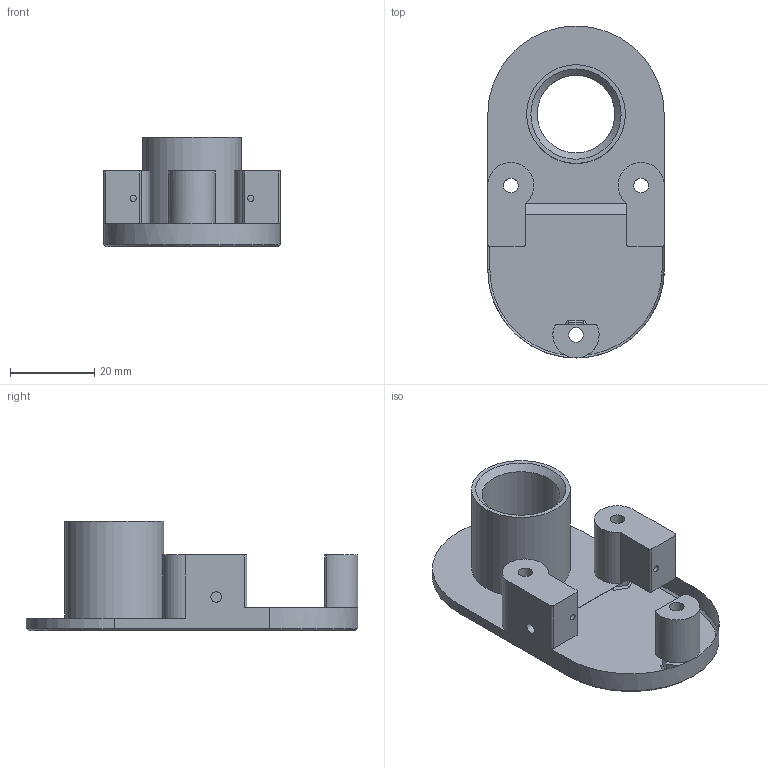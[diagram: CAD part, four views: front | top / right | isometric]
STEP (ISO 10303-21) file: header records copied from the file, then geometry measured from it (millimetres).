
FILE_DESCRIPTION(/* description */ (''),/* implementation_level */ '2;1');
FILE_NAME(/* name */ 'RFVplotter-FrontPlate.step',/* time_stamp */ '2022-10-01T13:55:00+02:00',/* author */ (''),/* organization */ (''),/* preprocessor_version */ 'ST-DEVELOPER v19',/* originating_system */ 'Autodesk Translation Framework v11.7.0.108',/* authorisation */ '');
FILE_SCHEMA (('AUTOMOTIVE_DESIGN { 1 0 10303 214 3 1 1 }'));
Length unit declared in the file: millimetre
Products named in the file (1): RFVplotter-FrontPlate
Bounding box: 42 x 79 x 26 mm (x, y, z)
Volume: 20121.1 mm3; surface area: 12043.3 mm2
Topology: 1 solids, 1 shells, 84 faces, 195 edges, 121 vertices
Faces by surface type: plane 60, cylinder 20, cone 4
Full cylindrical faces by diameter (mm): 1.5 x2, 2.5 x2, 3.5 x3, 18.5 x1, 23.5 x1
Entity records: 2405 total; most frequent: DIRECTION 411, CARTESIAN_POINT 401, ORIENTED_EDGE 390, EDGE_CURVE 195, LINE 149, VECTOR 149, AXIS2_PLACEMENT_3D 131, VERTEX_POINT 121
